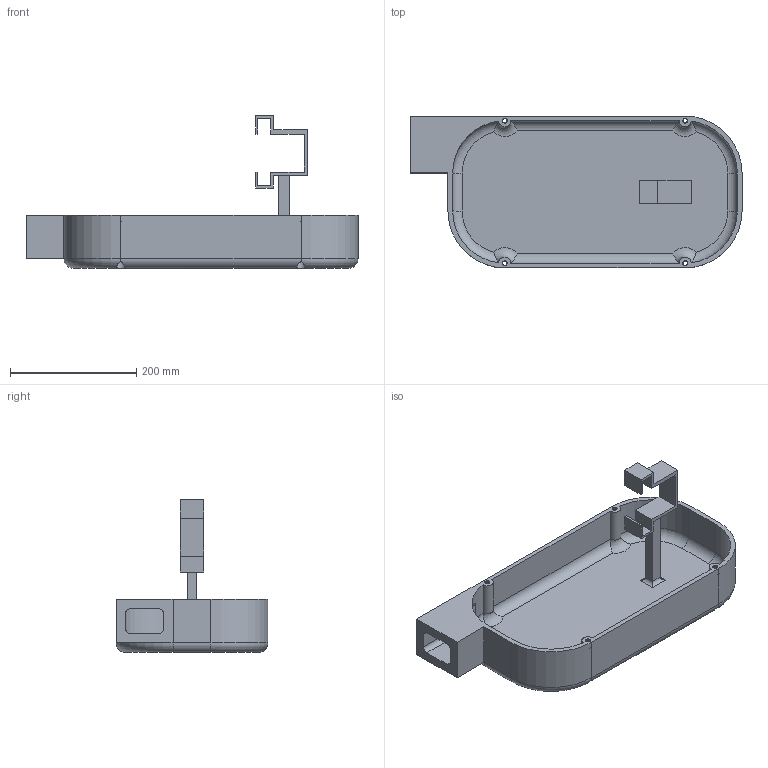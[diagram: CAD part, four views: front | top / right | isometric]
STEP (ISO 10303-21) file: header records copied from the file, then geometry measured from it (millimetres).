
FILE_DESCRIPTION (( 'STEP AP214' ), '1' );
FILE_NAME ('狟褲极-笭膘.STEP', '2023-08-09T12:14:36', ( '' ), ( '' ), 'SwSTEP 2.0', 'SolidWorks 2022', '' );
FILE_SCHEMA (( 'AUTOMOTIVE_DESIGN' ));
Length unit declared in the file: millimetre
Products named in the file (1): 狟褲极-笭膘
Bounding box: 525 x 240 x 241.52 mm (x, y, z)
Volume: 2595976 mm3; surface area: 468311.4 mm2
Topology: 1 solids, 1 shells, 347 faces, 982 edges, 639 vertices
Faces by surface type: cylinder 263, plane 56, bspline 16, torus 12
Entity records: 28728 total; most frequent: CARTESIAN_POINT 21193, ORIENTED_EDGE 1964, DIRECTION 1204, EDGE_CURVE 982, VERTEX_POINT 639, AXIS2_PLACEMENT_3D 406, VECTOR 392, LINE 392
